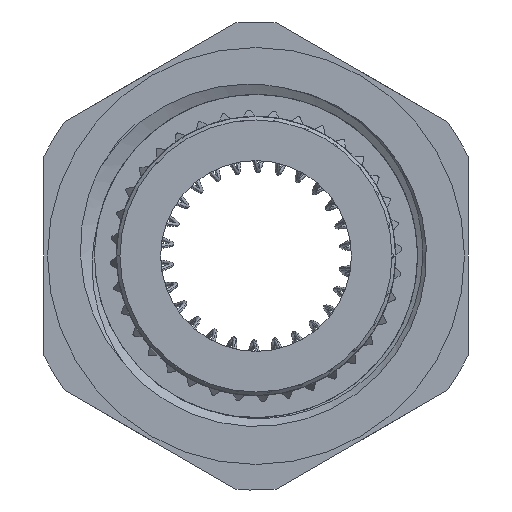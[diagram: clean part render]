
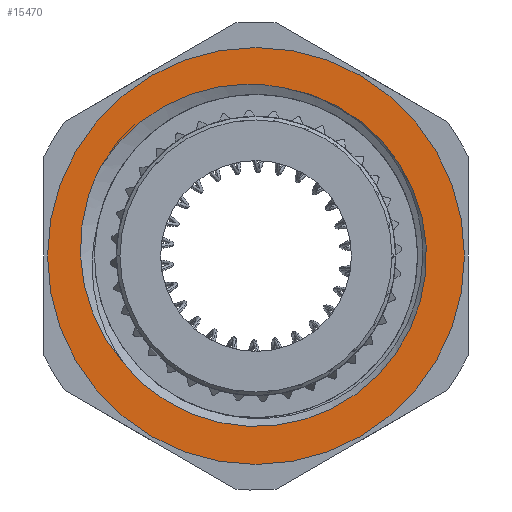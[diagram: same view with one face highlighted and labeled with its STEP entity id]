
A CAD part, front view. The second image highlights one B-rep face of the part: STEP entity #15470.
In plain terms, the highlighted planar face has unit normal (0, -1, 0).
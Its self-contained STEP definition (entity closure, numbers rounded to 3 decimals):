
#5874=CARTESIAN_POINT('',(-7.469,0.,-6.11));
#5875=CARTESIAN_POINT('',(-7.761,0.,-5.783));
#5876=CARTESIAN_POINT('',(-8.295,0.,-5.096));
#5877=CARTESIAN_POINT('',(-8.958,0.,-3.953));
#5878=CARTESIAN_POINT('',(-9.461,0.,-2.73));
#5879=CARTESIAN_POINT('',(-9.797,0.,-1.447));
#5880=CARTESIAN_POINT('',(-9.958,0.,-0.116));
#5881=CARTESIAN_POINT('',(-9.94,0.,1.218));
#5882=CARTESIAN_POINT('',(-9.741,0.,2.552));
#5883=CARTESIAN_POINT('',(-9.365,0.,3.848));
#5884=CARTESIAN_POINT('',(-9.001,0.,4.672));
#5885=CARTESIAN_POINT('',(-8.79,0.,5.075));
#5887=CARTESIAN_POINT('',(-8.79,0.,5.075));
#5888=CARTESIAN_POINT('',(-8.607,0.,5.364));
#5889=CARTESIAN_POINT('',(-8.214,0.,5.921));
#5890=CARTESIAN_POINT('',(-7.539,0.,6.696));
#5891=CARTESIAN_POINT('',(-6.798,0.,7.391));
#5892=CARTESIAN_POINT('',(-5.979,0.,8.016));
#5893=CARTESIAN_POINT('',(-5.043,0.,8.587));
#5894=CARTESIAN_POINT('',(-3.954,0.,9.092));
#5895=CARTESIAN_POINT('',(-2.66,0.,9.498));
#5896=CARTESIAN_POINT('',(-1.247,0.,9.725));
#5897=CARTESIAN_POINT('',(0.172,0.,9.742));
#5898=CARTESIAN_POINT('',(1.097,0.,9.619));
#5899=CARTESIAN_POINT('',(1.556,0.,9.524));
#5901=CARTESIAN_POINT('',(0.,0.,0.));
#5902=DIRECTION('',(0.,-1.,0.));
#5903=DIRECTION('',(-1.,0.,0.));
#5904=AXIS2_PLACEMENT_3D('',#5901,#5902,#5903);
#5906=CARTESIAN_POINT('',(0.,0.,0.));
#5907=DIRECTION('',(0.,-1.,0.));
#5908=DIRECTION('',(1.,0.,0.));
#5909=AXIS2_PLACEMENT_3D('',#5906,#5907,#5908);
#6231=CARTESIAN_POINT('',(0.,0.,0.));
#6232=DIRECTION('',(0.,1.,0.));
#6233=DIRECTION('',(0.161,0.,0.987));
#6234=AXIS2_PLACEMENT_3D('',#6231,#6232,#6233);
#6997=VERTEX_POINT('',#5874);
#6998=VERTEX_POINT('',#5885);
#6999=VERTEX_POINT('',#5899);
#7075=CARTESIAN_POINT('',(-11.8,0.,0.));
#7076=CARTESIAN_POINT('',(11.8,0.,0.));
#7077=VERTEX_POINT('',#7075);
#7078=VERTEX_POINT('',#7076);
#15452=CARTESIAN_POINT('',(0.,0.,0.));
#15453=DIRECTION('',(0.,1.,0.));
#15454=DIRECTION('',(0.,0.,-1.));
#15455=AXIS2_PLACEMENT_3D('',#15452,#15453,#15454);
#15456=PLANE('',#15455);
#15458=ORIENTED_EDGE('',*,*,#15457,.F.);
#15460=ORIENTED_EDGE('',*,*,#15459,.F.);
#15461=EDGE_LOOP('',(#15458,#15460));
#15462=FACE_OUTER_BOUND('',#15461,.F.);
#15464=ORIENTED_EDGE('',*,*,#15463,.F.);
#15466=ORIENTED_EDGE('',*,*,#15465,.F.);
#15467=ORIENTED_EDGE('',*,*,#15436,.F.);
#15468=EDGE_LOOP('',(#15464,#15466,#15467));
#15469=FACE_BOUND('',#15468,.F.);
#5886=B_SPLINE_CURVE_WITH_KNOTS('',3,(#5874,#5875,#5876,#5877,#5878,#5879,#5880,
#5881,#5882,#5883,#5884,#5885),.UNSPECIFIED.,.F.,.F.,(4,1,1,1,1,1,1,1,1,4),
(0.,0.111,0.222,0.333,0.444,
0.556,0.667,0.778,0.889,1.),
.UNSPECIFIED.);
#5900=B_SPLINE_CURVE_WITH_KNOTS('',3,(#5887,#5888,#5889,#5890,#5891,#5892,#5893,
#5894,#5895,#5896,#5897,#5898,#5899),.UNSPECIFIED.,.F.,.F.,(4,1,1,1,1,1,1,1,1,1,
4),(0.,0.1,0.2,0.3,0.4,0.5,0.6,0.7,0.8,0.9,1.),
.UNSPECIFIED.);
#5905=CIRCLE('',#5904,11.8);
#5910=CIRCLE('',#5909,11.8);
#6235=CIRCLE('',#6234,9.65);
#15436=EDGE_CURVE('',#6998,#6999,#5900,.T.);
#15457=EDGE_CURVE('',#7077,#7078,#5905,.T.);
#15459=EDGE_CURVE('',#7078,#7077,#5910,.T.);
#15463=EDGE_CURVE('',#6997,#6998,#5886,.T.);
#15465=EDGE_CURVE('',#6999,#6997,#6235,.T.);
#15470=ADVANCED_FACE('',(#15462,#15469),#15456,.F.);
